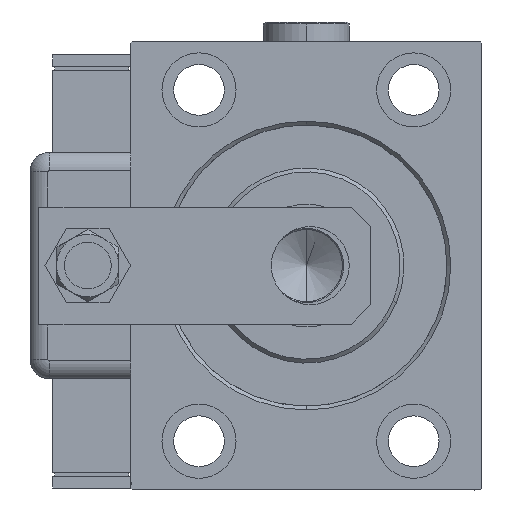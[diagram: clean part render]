
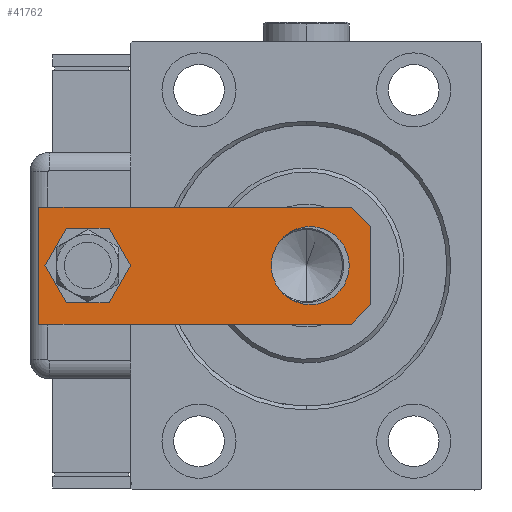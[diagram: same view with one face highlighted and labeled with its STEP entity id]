
A CAD part, left-side view. The second image highlights one B-rep face of the part: STEP entity #41762.
In plain terms, the highlighted face is planar.
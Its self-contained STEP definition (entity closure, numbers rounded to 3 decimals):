
#887 = DIRECTION ( 'NONE',  ( 1., 0., 0. ) ) ;
#1680 = VECTOR ( 'NONE', #13959, 1000. ) ;
#2110 = CARTESIAN_POINT ( 'NONE',  ( 15., 5., 0. ) ) ;
#2459 = DIRECTION ( 'NONE',  ( 0., 0., 1. ) ) ;
#2673 = EDGE_CURVE ( 'NONE', #11808, #59850, #49516, .T. ) ;
#2783 = VERTEX_POINT ( 'NONE', #40529 ) ;
#4154 = EDGE_CURVE ( 'NONE', #25490, #8476, #24812, .T. ) ;
#5398 = VECTOR ( 'NONE', #35917, 1000. ) ;
#6136 = DIRECTION ( 'NONE',  ( 0., 0., 1. ) ) ;
#6560 = CARTESIAN_POINT ( 'NONE',  ( -7., 72.5, 0. ) ) ;
#7831 = CARTESIAN_POINT ( 'NONE',  ( 15., 85., 0. ) ) ;
#8165 = FACE_OUTER_BOUND ( 'NONE', #51404, .T. ) ;
#8476 = VERTEX_POINT ( 'NONE', #50511 ) ;
#8700 = EDGE_CURVE ( 'NONE', #2783, #32000, #51546, .T. ) ;
#10925 = CARTESIAN_POINT ( 'NONE',  ( -10., 0., 0. ) ) ;
#11215 = DIRECTION ( 'NONE',  ( 0., 1., 0. ) ) ;
#11808 = VERTEX_POINT ( 'NONE', #38493 ) ;
#12411 = ORIENTED_EDGE ( 'NONE', *, *, #2673, .F. ) ;
#13670 = EDGE_CURVE ( 'NONE', #32000, #2783, #30993, .T. ) ;
#13807 = CARTESIAN_POINT ( 'NONE',  ( -15., 5., 0. ) ) ;
#13836 = LINE ( 'NONE', #56485, #54445 ) ;
#13959 = DIRECTION ( 'NONE',  ( 1., 0., 0. ) ) ;
#17711 = CARTESIAN_POINT ( 'NONE',  ( 0., 0., 0. ) ) ;
#19042 = ORIENTED_EDGE ( 'NONE', *, *, #4154, .T. ) ;
#20022 = ORIENTED_EDGE ( 'NONE', *, *, #8700, .T. ) ;
#20145 = CARTESIAN_POINT ( 'NONE',  ( 15., 0., 0. ) ) ;
#20244 = DIRECTION ( 'NONE',  ( 1., 0., 0. ) ) ;
#20262 = VERTEX_POINT ( 'NONE', #36416 ) ;
#20958 = DIRECTION ( 'NONE',  ( 1., 0., 0. ) ) ;
#21719 = FACE_BOUND ( 'NONE', #51618, .T. ) ;
#22114 = AXIS2_PLACEMENT_3D ( 'NONE', #29571, #6136, #887 ) ;
#22589 = EDGE_CURVE ( 'NONE', #8476, #25490, #49027, .T. ) ;
#23691 = DIRECTION ( 'NONE',  ( -0.707, 0.707, 0. ) ) ;
#24812 = CIRCLE ( 'NONE', #31753, 7. ) ;
#25401 = CARTESIAN_POINT ( 'NONE',  ( 0., 15.5, 0. ) ) ;
#25490 = VERTEX_POINT ( 'NONE', #6560 ) ;
#26188 = CARTESIAN_POINT ( 'NONE',  ( 10., 0., 0. ) ) ;
#26623 = EDGE_CURVE ( 'NONE', #20262, #44019, #55281, .T. ) ;
#28269 = ORIENTED_EDGE ( 'NONE', *, *, #13670, .T. ) ;
#28699 = AXIS2_PLACEMENT_3D ( 'NONE', #17711, #55429, #45832 ) ;
#29571 = CARTESIAN_POINT ( 'NONE',  ( 0., 15.5, 0. ) ) ;
#29608 = ORIENTED_EDGE ( 'NONE', *, *, #60584, .F. ) ;
#30993 = CIRCLE ( 'NONE', #22114, 10. ) ;
#31753 = AXIS2_PLACEMENT_3D ( 'NONE', #53334, #48074, #20244 ) ;
#32000 = VERTEX_POINT ( 'NONE', #57099 ) ;
#32480 = LINE ( 'NONE', #50741, #1680 ) ;
#32514 = EDGE_LOOP ( 'NONE', ( #20022, #28269 ) ) ;
#34363 = ORIENTED_EDGE ( 'NONE', *, *, #38301, .T. ) ;
#34650 = VERTEX_POINT ( 'NONE', #26188 ) ;
#35622 = ORIENTED_EDGE ( 'NONE', *, *, #22589, .T. ) ;
#35917 = DIRECTION ( 'NONE',  ( -1., 0., 0. ) ) ;
#36171 = VECTOR ( 'NONE', #55594, 1000. ) ;
#36416 = CARTESIAN_POINT ( 'NONE',  ( -15., 85., 0. ) ) ;
#37874 = ORIENTED_EDGE ( 'NONE', *, *, #53767, .F. ) ;
#38301 = EDGE_CURVE ( 'NONE', #11808, #34650, #58349, .T. ) ;
#38493 = CARTESIAN_POINT ( 'NONE',  ( 15., 5., 0. ) ) ;
#39466 = EDGE_CURVE ( 'NONE', #49464, #44019, #13836, .T. ) ;
#39599 = VECTOR ( 'NONE', #39786, 1000. ) ;
#39786 = DIRECTION ( 'NONE',  ( -0.707, -0.707, 0. ) ) ;
#40235 = DIRECTION ( 'NONE',  ( 0., 0., 1. ) ) ;
#40529 = CARTESIAN_POINT ( 'NONE',  ( -10., 15.5, 0. ) ) ;
#40583 = FACE_BOUND ( 'NONE', #32514, .T. ) ;
#41195 = PLANE ( 'NONE',  #28699 ) ;
#41762 = ADVANCED_FACE ( 'NONE', ( #8165, #21719, #40583 ), #41195, .F. ) ;
#43259 = ORIENTED_EDGE ( 'NONE', *, *, #39466, .T. ) ;
#44019 = VERTEX_POINT ( 'NONE', #13807 ) ;
#45832 = DIRECTION ( 'NONE',  ( 1., 0., 0. ) ) ;
#48074 = DIRECTION ( 'NONE',  ( 0., 0., 1. ) ) ;
#49027 = CIRCLE ( 'NONE', #57949, 7. ) ;
#49393 = ORIENTED_EDGE ( 'NONE', *, *, #26623, .F. ) ;
#49459 = VECTOR ( 'NONE', #11215, 1000. ) ;
#49464 = VERTEX_POINT ( 'NONE', #10925 ) ;
#49516 = LINE ( 'NONE', #20145, #49459 ) ;
#50327 = CARTESIAN_POINT ( 'NONE',  ( 0., 72.5, 0. ) ) ;
#50511 = CARTESIAN_POINT ( 'NONE',  ( 7., 72.5, 0. ) ) ;
#50647 = CARTESIAN_POINT ( 'NONE',  ( -15., 85., 0. ) ) ;
#50741 = CARTESIAN_POINT ( 'NONE',  ( -15., 0., 0. ) ) ;
#51404 = EDGE_LOOP ( 'NONE', ( #29608, #43259, #49393, #37874, #12411, #34363 ) ) ;
#51546 = CIRCLE ( 'NONE', #60406, 10. ) ;
#51618 = EDGE_LOOP ( 'NONE', ( #19042, #35622 ) ) ;
#53334 = CARTESIAN_POINT ( 'NONE',  ( 0., 72.5, 0. ) ) ;
#53767 = EDGE_CURVE ( 'NONE', #59850, #20262, #59731, .T. ) ;
#54445 = VECTOR ( 'NONE', #23691, 1000. ) ;
#55281 = LINE ( 'NONE', #50647, #36171 ) ;
#55429 = DIRECTION ( 'NONE',  ( 0., 0., 1. ) ) ;
#55525 = CARTESIAN_POINT ( 'NONE',  ( 15., 85., 0. ) ) ;
#55594 = DIRECTION ( 'NONE',  ( 0., -1., 0. ) ) ;
#56485 = CARTESIAN_POINT ( 'NONE',  ( -10., 0., 0. ) ) ;
#57099 = CARTESIAN_POINT ( 'NONE',  ( 10., 15.5, 0. ) ) ;
#57949 = AXIS2_PLACEMENT_3D ( 'NONE', #50327, #2459, #20958 ) ;
#58349 = LINE ( 'NONE', #2110, #39599 ) ;
#59109 = DIRECTION ( 'NONE',  ( 1., 0., 0. ) ) ;
#59731 = LINE ( 'NONE', #7831, #5398 ) ;
#59850 = VERTEX_POINT ( 'NONE', #55525 ) ;
#60406 = AXIS2_PLACEMENT_3D ( 'NONE', #25401, #40235, #59109 ) ;
#60584 = EDGE_CURVE ( 'NONE', #49464, #34650, #32480, .T. ) ;
